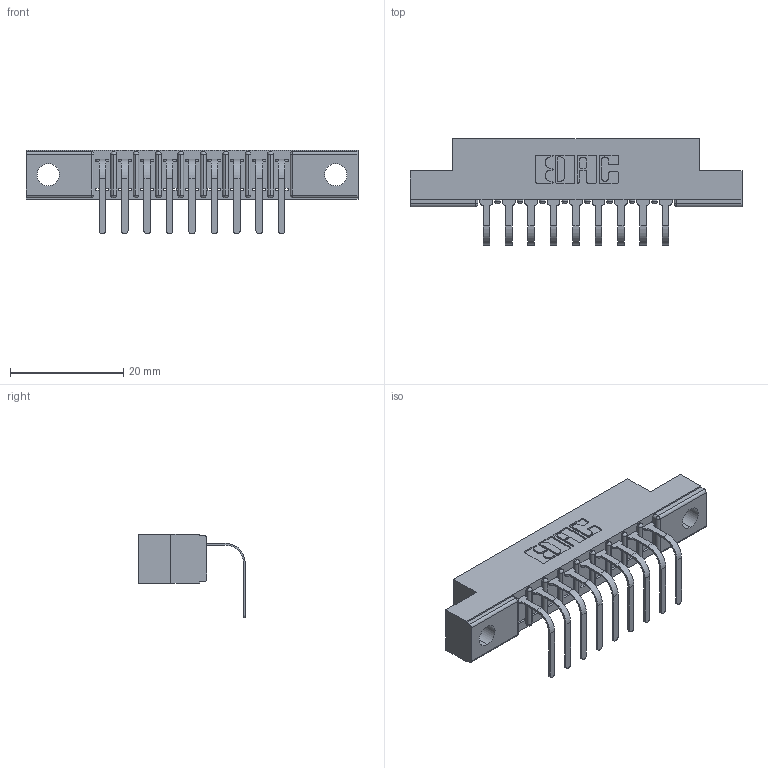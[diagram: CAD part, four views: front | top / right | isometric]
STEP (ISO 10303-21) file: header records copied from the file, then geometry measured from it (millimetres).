
FILE_DESCRIPTION (( 'STEP AP203' ), '1' );
FILE_NAME ('357-009-458-104.STEP', '2022-07-19T00:06:49', ( '' ), ( '' ), 'SwSTEP 2.0', 'SolidWorks 2020', '' );
FILE_SCHEMA (( 'CONFIG_CONTROL_DESIGN' ));
Length unit declared in the file: inch
Products named in the file (3): 357-009-458-104; 307 Part_.156 Dia Mounting Holes; 307-290-001_558 - 2 (Single)
Assembly tree (10 placements, depth 2):
  357-009-458-104
    307 Part_.156 Dia Mounting Holes
    307-290-001_558 - 2 (Single)  x9
Bounding box: 58.67 x 18.78 x 14.81 mm (x, y, z)
Volume: 3668 mm3; surface area: 5292.5 mm2
Topology: 10 solids, 10 shells, 682 faces, 1925 edges, 1242 vertices
Faces by surface type: plane 435, cylinder 227, sphere 20
Entity records: 12306 total; most frequent: CARTESIAN_POINT 2066, ORIENTED_EDGE 2050, DIRECTION 2021, EDGE_CURVE 1025, LINE 779, VECTOR 779, VERTEX_POINT 666, AXIS2_PLACEMENT_3D 621
